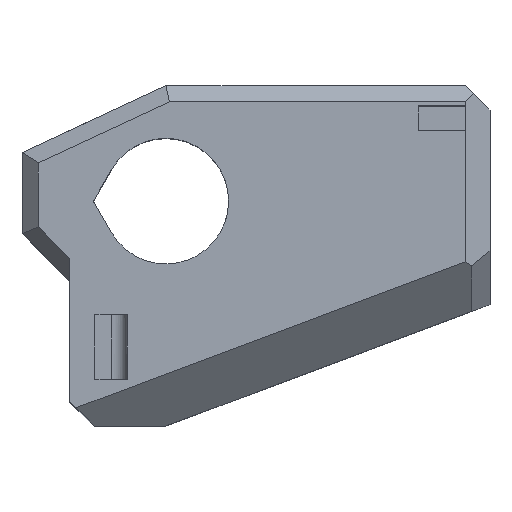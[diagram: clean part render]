
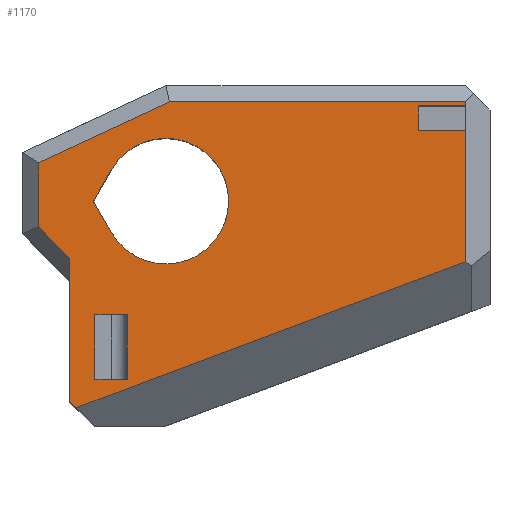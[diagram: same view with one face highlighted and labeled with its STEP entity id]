
A CAD part, top view. The second image highlights one B-rep face of the part: STEP entity #1170.
In plain terms, the highlighted planar face has unit normal (0, 0, 1).
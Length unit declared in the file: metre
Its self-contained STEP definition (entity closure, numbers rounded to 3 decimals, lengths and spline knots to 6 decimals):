
#33=CIRCLE('',#1230,0.00775);
#156=ORIENTED_EDGE('',*,*,#470,.F.);
#157=ORIENTED_EDGE('',*,*,#395,.F.);
#158=ORIENTED_EDGE('',*,*,#471,.T.);
#159=ORIENTED_EDGE('',*,*,#427,.T.);
#160=ORIENTED_EDGE('',*,*,#472,.T.);
#161=ORIENTED_EDGE('',*,*,#473,.F.);
#162=ORIENTED_EDGE('',*,*,#474,.T.);
#163=ORIENTED_EDGE('',*,*,#417,.T.);
#164=ORIENTED_EDGE('',*,*,#475,.T.);
#165=ORIENTED_EDGE('',*,*,#476,.F.);
#166=ORIENTED_EDGE('',*,*,#477,.F.);
#167=ORIENTED_EDGE('',*,*,#478,.T.);
#168=ORIENTED_EDGE('',*,*,#479,.T.);
#169=ORIENTED_EDGE('',*,*,#480,.T.);
#170=ORIENTED_EDGE('',*,*,#481,.T.);
#171=ORIENTED_EDGE('',*,*,#448,.T.);
#172=ORIENTED_EDGE('',*,*,#482,.T.);
#173=ORIENTED_EDGE('',*,*,#436,.F.);
#174=ORIENTED_EDGE('',*,*,#483,.T.);
#395=EDGE_CURVE('',#560,#559,#33,.T.);
#417=EDGE_CURVE('',#579,#580,#686,.T.);
#427=EDGE_CURVE('',#588,#587,#696,.T.);
#436=EDGE_CURVE('',#595,#596,#704,.T.);
#448=EDGE_CURVE('',#601,#604,#712,.T.);
#470=EDGE_CURVE('',#559,#618,#728,.T.);
#471=EDGE_CURVE('',#560,#618,#729,.T.);
#472=EDGE_CURVE('',#587,#619,#730,.T.);
#473=EDGE_CURVE('',#620,#619,#731,.T.);
#474=EDGE_CURVE('',#620,#579,#732,.F.);
#475=EDGE_CURVE('',#580,#621,#733,.T.);
#476=EDGE_CURVE('',#622,#621,#734,.T.);
#477=EDGE_CURVE('',#623,#622,#735,.T.);
#478=EDGE_CURVE('',#623,#624,#736,.T.);
#479=EDGE_CURVE('',#624,#625,#737,.T.);
#480=EDGE_CURVE('',#625,#626,#738,.T.);
#481=EDGE_CURVE('',#626,#588,#739,.T.);
#482=EDGE_CURVE('',#604,#596,#740,.T.);
#483=EDGE_CURVE('',#595,#601,#741,.T.);
#559=VERTEX_POINT('',#1636);
#560=VERTEX_POINT('',#1638);
#579=VERTEX_POINT('',#1686);
#580=VERTEX_POINT('',#1687);
#587=VERTEX_POINT('',#1705);
#588=VERTEX_POINT('',#1707);
#595=VERTEX_POINT('',#1724);
#596=VERTEX_POINT('',#1726);
#601=VERTEX_POINT('',#1749);
#604=VERTEX_POINT('',#1762);
#618=VERTEX_POINT('',#1820);
#619=VERTEX_POINT('',#1823);
#620=VERTEX_POINT('',#1825);
#621=VERTEX_POINT('',#1828);
#622=VERTEX_POINT('',#1830);
#623=VERTEX_POINT('',#1832);
#624=VERTEX_POINT('',#1834);
#625=VERTEX_POINT('',#1836);
#626=VERTEX_POINT('',#1838);
#686=LINE('',#1685,#828);
#696=LINE('',#1706,#838);
#704=LINE('',#1725,#846);
#712=LINE('',#1763,#854);
#728=LINE('',#1819,#870);
#729=LINE('',#1821,#871);
#730=LINE('',#1822,#872);
#731=LINE('',#1824,#873);
#732=LINE('',#1826,#874);
#733=LINE('',#1827,#875);
#734=LINE('',#1829,#876);
#735=LINE('',#1831,#877);
#736=LINE('',#1833,#878);
#737=LINE('',#1835,#879);
#738=LINE('',#1837,#880);
#739=LINE('',#1839,#881);
#740=LINE('',#1840,#882);
#741=LINE('',#1841,#883);
#828=VECTOR('',#1368,1.);
#838=VECTOR('',#1382,1.);
#846=VECTOR('',#1396,1.);
#854=VECTOR('',#1410,1.);
#870=VECTOR('',#1444,1.);
#871=VECTOR('',#1445,1.);
#872=VECTOR('',#1446,1.);
#873=VECTOR('',#1447,1.);
#874=VECTOR('',#1448,1.);
#875=VECTOR('',#1449,1.);
#876=VECTOR('',#1450,1.);
#877=VECTOR('',#1451,1.);
#878=VECTOR('',#1452,1.);
#879=VECTOR('',#1453,1.);
#880=VECTOR('',#1454,1.);
#881=VECTOR('',#1455,1.);
#882=VECTOR('',#1456,1.);
#883=VECTOR('',#1457,1.);
#962=EDGE_LOOP('',(#156,#157,#158));
#963=EDGE_LOOP('',(#159,#160,#161,#162,#163,#164,#165,#166,#167,#168,#169,
#170));
#964=EDGE_LOOP('',(#171,#172,#173,#174));
#1042=FACE_BOUND('',#962,.T.);
#1043=FACE_BOUND('',#963,.T.);
#1044=FACE_BOUND('',#964,.T.);
#1114=PLANE('',#1258);
#1170=ADVANCED_FACE('',(#1042,#1043,#1044),#1114,.T.);
#1230=AXIS2_PLACEMENT_3D('',#1639,#1328,#1329);
#1258=AXIS2_PLACEMENT_3D('',#1818,#1442,#1443);
#1328=DIRECTION('',(0.,0.,1.));
#1329=DIRECTION('',(1.,0.,0.));
#1368=DIRECTION('',(0.936,0.351,0.));
#1382=DIRECTION('',(0.,-1.,0.));
#1396=DIRECTION('',(1.,0.,0.));
#1410=DIRECTION('',(1.,0.,0.));
#1442=DIRECTION('',(0.,0.,1.));
#1443=DIRECTION('',(1.,0.,0.));
#1444=DIRECTION('',(-0.5,-0.866,0.));
#1445=DIRECTION('',(-0.5,0.866,0.));
#1446=DIRECTION('',(0.707,-0.707,0.));
#1447=DIRECTION('',(0.,1.,0.));
#1448=DIRECTION('',(-0.707,0.707,0.));
#1449=DIRECTION('',(0.,1.,0.));
#1450=DIRECTION('',(1.,0.,0.));
#1451=DIRECTION('',(0.,-1.,0.));
#1452=DIRECTION('',(1.,0.,0.));
#1453=DIRECTION('',(0.,1.,0.));
#1454=DIRECTION('',(-1.,0.,0.));
#1455=DIRECTION('',(-0.907,-0.421,0.));
#1456=DIRECTION('',(0.,-1.,0.));
#1457=DIRECTION('',(0.,1.,0.));
#1636=CARTESIAN_POINT('',(-0.006712,0.003875,0.012));
#1638=CARTESIAN_POINT('',(-0.00671,-0.003879,0.012));
#1639=CARTESIAN_POINT('',(0.,0.,0.012));
#1685=CARTESIAN_POINT('',(0.014551,-0.015885,0.012));
#1686=CARTESIAN_POINT('',(-0.011091,-0.025501,0.012));
#1687=CARTESIAN_POINT('',(0.037,-0.007467,0.012));
#1705=CARTESIAN_POINT('',(-0.01575,-0.003172,0.012));
#1706=CARTESIAN_POINT('',(-0.01575,-0.00675,0.012));
#1707=CARTESIAN_POINT('',(-0.01575,0.004724,0.012));
#1724=CARTESIAN_POINT('',(-0.00875,-0.022,0.012));
#1725=CARTESIAN_POINT('',(-0.00975,-0.022,0.012));
#1726=CARTESIAN_POINT('',(-0.00475,-0.022,0.012));
#1749=CARTESIAN_POINT('',(-0.00875,-0.014,0.012));
#1762=CARTESIAN_POINT('',(-0.00475,-0.014,0.012));
#1763=CARTESIAN_POINT('',(-0.00975,-0.014,0.012));
#1818=CARTESIAN_POINT('',(0.011125,-0.00675,0.012));
#1819=CARTESIAN_POINT('',(-0.006712,0.003875,0.012));
#1820=CARTESIAN_POINT('',(-0.008949,0.,0.012));
#1821=CARTESIAN_POINT('',(-0.006712,-0.003875,0.012));
#1822=CARTESIAN_POINT('',(-0.000523,-0.018398,0.012));
#1823=CARTESIAN_POINT('',(-0.011843,-0.007079,0.012));
#1824=CARTESIAN_POINT('',(-0.011843,-0.018875,0.012));
#1825=CARTESIAN_POINT('',(-0.011843,-0.02475,0.012));
#1826=CARTESIAN_POINT('',(-0.009359,-0.027234,0.012));
#1827=CARTESIAN_POINT('',(0.037,-0.00675,0.012));
#1828=CARTESIAN_POINT('',(0.037,0.00875,0.012));
#1829=CARTESIAN_POINT('',(0.0341,0.00875,0.012));
#1830=CARTESIAN_POINT('',(0.0312,0.00875,0.012));
#1831=CARTESIAN_POINT('',(0.0312,0.01025,0.012));
#1832=CARTESIAN_POINT('',(0.0312,0.01175,0.012));
#1833=CARTESIAN_POINT('',(0.0341,0.01175,0.012));
#1834=CARTESIAN_POINT('',(0.037,0.01175,0.012));
#1835=CARTESIAN_POINT('',(0.037,-0.00675,0.012));
#1836=CARTESIAN_POINT('',(0.037,0.01225,0.012));
#1837=CARTESIAN_POINT('',(0.,0.01225,0.012));
#1838=CARTESIAN_POINT('',(0.000442,0.01225,0.012));
#1839=CARTESIAN_POINT('',(-0.016907,0.004186,0.012));
#1840=CARTESIAN_POINT('',(-0.00475,-0.018,0.012));
#1841=CARTESIAN_POINT('',(-0.00875,-0.018,0.012));
